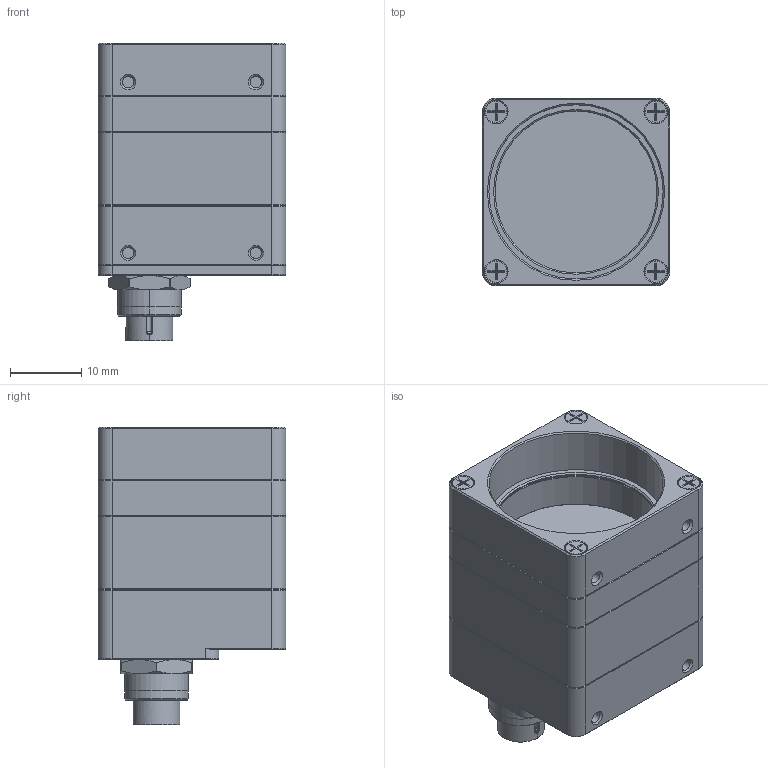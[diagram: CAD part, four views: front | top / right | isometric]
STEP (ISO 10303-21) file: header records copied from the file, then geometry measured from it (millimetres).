
FILE_DESCRIPTION(/* description */ (''),/* implementation_level */ '2;1');
FILE_NAME(/* name */ 'MC124xG-SY-UB.stp',/* time_stamp */ '2020-03-30T11:55:41+02:00',/* author */ (''),/* organization */ (''),/* preprocessor_version */ 'ST-DEVELOPER v16.7',/* originating_system */ 'SIEMENS PLM Software NX 1907',/* authorisation */ '');
FILE_SCHEMA (('AUTOMOTIVE_DESIGN { 1 0 10303 214 3 1 1 1 }'));
Products named in the file (21): MT124xG-PR-SENSOR-PCA; MECH-O-RING-22X1-VI370; FLT-BK7-AR2X-D25; SROB-M1.6x3-SLOT-STNLS; MECH-MT089XG-SY-GSKT; MECH-MT-MID-089; MECH-MQ-CS-C; MECH-MQ-FRONT; MECH-EMI-GSKT-4X6-T1; MECH-EMI-GSKT-1.3X2.3X11; MECH-MC-THERM-PAD-15X15X1; CONN-BINDER-711-09-0481-22-08-Nut; SROB-M2x14-CUST; MECH-LIGHTPIPE-1.63X4.14; MC-MAIN-UB-PCA; MC-CONN-PCA; CONN-BINDER-711-09-0481-22-08; MECH-MC-REAR-UB; SUBASSM-MT124xG-FRONT; SUBASSM-MC-REAR-UB; ASSM-MC-XXXxG-SY-XX
Assembly tree (31 placements, depth 3):
  ASSM-MC-XXXxG-SY-XX
    SUBASSM-MC-REAR-UB
      MECH-MC-REAR-UB
      CONN-BINDER-711-09-0481-22-08
      MC-CONN-PCA
      MC-MAIN-UB-PCA
      MECH-LIGHTPIPE-1.63X4.14  x4
      SROB-M2x14-CUST  x4
      CONN-BINDER-711-09-0481-22-08-Nut
      MECH-MC-THERM-PAD-15X15X1
      MECH-EMI-GSKT-1.3X2.3X11
      MECH-EMI-GSKT-4X6-T1
    SUBASSM-MT124xG-FRONT
      MECH-MQ-FRONT
      MECH-MQ-CS-C
      SROB-M2x14-CUST  x4
      MECH-MT-MID-089
      MECH-MT089XG-SY-GSKT
      SROB-M1.6x3-SLOT-STNLS  x2
      FLT-BK7-AR2X-D25
      MECH-O-RING-22X1-VI370
      MT124xG-PR-SENSOR-PCA
Bounding box: 26.4 x 26.4 x 41.96 mm (x, y, z)
Volume: 11707.2 mm3; surface area: 20270.9 mm2
Topology: 40 solids, 40 shells, 7543 faces, 20651 edges, 13515 vertices
Faces by surface type: plane 5059, cylinder 2123, cone 306, torus 34, sphere 11, bspline 9, extrusion 1
Full cylindrical faces by diameter (mm): 0.7 x3, 0.8 x9, 1 x4, 1.6 x20, 1.7 x2, 1.9 x8, 2 x12, 2.1 x4, 3 x10, 3.2 x4, 3.35 x4, 9 x1, 9.1 x1, 21 x1, 21.6 x1, 22.8 x2, 24.4 x1, 24.541 x1, 25 x1, 25.1 x1
Entity records: 236302 total; most frequent: CARTESIAN_POINT 41275, ORIENTED_EDGE 39598, DIRECTION 38764, EDGE_CURVE 19799, VECTOR 15048, LINE 15047, VERTEX_POINT 13056, AXIS2_PLACEMENT_3D 11858
